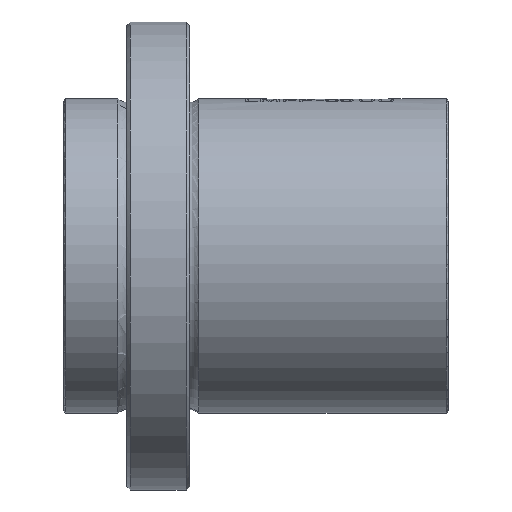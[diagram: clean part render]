
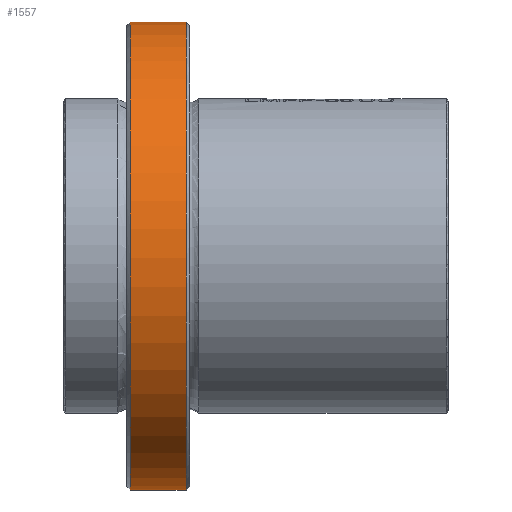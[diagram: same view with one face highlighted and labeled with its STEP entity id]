
A CAD part, front view. The second image highlights one B-rep face of the part: STEP entity #1557.
In plain terms, the highlighted cylindrical face has radius 67 mm (diameter 134 mm), a full revolution.
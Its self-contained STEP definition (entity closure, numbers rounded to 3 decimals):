
#1523=CYLINDRICAL_SURFACE('',#6492,67.);
#1557=ADVANCED_FACE('',(#2205,#2206),#1523,.T.);
#2205=FACE_BOUND('',#2336,.T.);
#2206=FACE_BOUND('',#2337,.T.);
#2336=EDGE_LOOP('',(#2797,#2798));
#2337=EDGE_LOOP('',(#2799,#2800));
#2797=ORIENTED_EDGE('',*,*,#5141,.F.);
#2798=ORIENTED_EDGE('',*,*,#5142,.F.);
#2799=ORIENTED_EDGE('',*,*,#5149,.T.);
#2800=ORIENTED_EDGE('',*,*,#5150,.T.);
#4535=VERTEX_POINT('',#8382);
#4536=VERTEX_POINT('',#8383);
#4543=VERTEX_POINT('',#8568);
#4544=VERTEX_POINT('',#8569);
#5141=EDGE_CURVE('',#4535,#4536,#6008,.T.);
#5142=EDGE_CURVE('',#4536,#4535,#6009,.T.);
#5149=EDGE_CURVE('',#4543,#4544,#6012,.T.);
#5150=EDGE_CURVE('',#4544,#4543,#6013,.T.);
#6008=B_SPLINE_CURVE_WITH_KNOTS('',3,(#8364,#8365,#8366,#8367,#8368,#8369,
#8370,#8371,#8372,#8373,#8374,#8375,#8376,#8377,#8378,#8379,#8380,#8381),
 .UNSPECIFIED.,.F.,.F.,(4,2,2,2,2,2,2,2,4),(0.,0.125,0.25,0.375,0.5,0.625,
0.75,0.875,1.),.UNSPECIFIED.);
#6009=B_SPLINE_CURVE_WITH_KNOTS('',3,(#8384,#8385,#8386,#8387,#8388,#8389,
#8390,#8391,#8392,#8393,#8394,#8395,#8396,#8397,#8398,#8399,#8400,#8401),
 .UNSPECIFIED.,.F.,.F.,(4,2,2,2,2,2,2,2,4),(0.,0.125,0.25,0.375,0.5,0.625,
0.75,0.875,1.),.UNSPECIFIED.);
#6012=B_SPLINE_CURVE_WITH_KNOTS('',3,(#8550,#8551,#8552,#8553,#8554,#8555,
#8556,#8557,#8558,#8559,#8560,#8561,#8562,#8563,#8564,#8565,#8566,#8567),
 .UNSPECIFIED.,.F.,.F.,(4,2,2,2,2,2,2,2,4),(0.,0.125,0.25,0.375,0.5,0.625,
0.75,0.875,1.),.UNSPECIFIED.);
#6013=B_SPLINE_CURVE_WITH_KNOTS('',3,(#8570,#8571,#8572,#8573,#8574,#8575,
#8576,#8577,#8578,#8579,#8580,#8581,#8582,#8583,#8584,#8585,#8586,#8587),
 .UNSPECIFIED.,.F.,.F.,(4,2,2,2,2,2,2,2,4),(0.,0.125,0.25,0.375,0.5,0.625,
0.75,0.875,1.),.UNSPECIFIED.);
#6492=AXIS2_PLACEMENT_3D('',#8588,#6849,#6850);
#6849=DIRECTION('',(-1.,0.,0.));
#6850=DIRECTION('',(0.,0.,-1.));
#8364=CARTESIAN_POINT('',(17.,0.,-67.));
#8365=CARTESIAN_POINT('',(17.,8.77,-67.));
#8366=CARTESIAN_POINT('',(17.,17.537,-65.256));
#8367=CARTESIAN_POINT('',(17.,33.742,-58.544));
#8368=CARTESIAN_POINT('',(17.,41.175,-53.578));
#8369=CARTESIAN_POINT('',(17.,53.578,-41.175));
#8370=CARTESIAN_POINT('',(17.,58.544,-33.742));
#8371=CARTESIAN_POINT('',(17.,65.256,-17.537));
#8372=CARTESIAN_POINT('',(17.,67.,-8.77));
#8373=CARTESIAN_POINT('',(17.,67.,8.77));
#8374=CARTESIAN_POINT('',(17.,65.256,17.537));
#8375=CARTESIAN_POINT('',(17.,58.544,33.742));
#8376=CARTESIAN_POINT('',(17.,53.578,41.175));
#8377=CARTESIAN_POINT('',(17.,41.175,53.578));
#8378=CARTESIAN_POINT('',(17.,33.742,58.544));
#8379=CARTESIAN_POINT('',(17.,17.537,65.256));
#8380=CARTESIAN_POINT('',(17.,8.77,67.));
#8381=CARTESIAN_POINT('',(17.,0.,67.));
#8382=CARTESIAN_POINT('',(17.,0.,-67.));
#8383=CARTESIAN_POINT('',(17.,0.,67.));
#8384=CARTESIAN_POINT('',(17.,0.,67.));
#8385=CARTESIAN_POINT('',(17.,-8.77,67.));
#8386=CARTESIAN_POINT('',(17.,-17.537,65.256));
#8387=CARTESIAN_POINT('',(17.,-33.742,58.544));
#8388=CARTESIAN_POINT('',(17.,-41.175,53.578));
#8389=CARTESIAN_POINT('',(17.,-53.578,41.175));
#8390=CARTESIAN_POINT('',(17.,-58.544,33.742));
#8391=CARTESIAN_POINT('',(17.,-65.256,17.537));
#8392=CARTESIAN_POINT('',(17.,-67.,8.77));
#8393=CARTESIAN_POINT('',(17.,-67.,-8.77));
#8394=CARTESIAN_POINT('',(17.,-65.256,-17.537));
#8395=CARTESIAN_POINT('',(17.,-58.544,-33.742));
#8396=CARTESIAN_POINT('',(17.,-53.578,-41.175));
#8397=CARTESIAN_POINT('',(17.,-41.175,-53.578));
#8398=CARTESIAN_POINT('',(17.,-33.742,-58.544));
#8399=CARTESIAN_POINT('',(17.,-17.537,-65.256));
#8400=CARTESIAN_POINT('',(17.,-8.77,-67.));
#8401=CARTESIAN_POINT('',(17.,0.,-67.));
#8550=CARTESIAN_POINT('',(1.,0.,67.));
#8551=CARTESIAN_POINT('',(1.,-8.77,67.));
#8552=CARTESIAN_POINT('',(1.,-17.537,65.256));
#8553=CARTESIAN_POINT('',(1.,-33.742,58.544));
#8554=CARTESIAN_POINT('',(1.,-41.175,53.578));
#8555=CARTESIAN_POINT('',(1.,-53.578,41.175));
#8556=CARTESIAN_POINT('',(1.,-58.544,33.742));
#8557=CARTESIAN_POINT('',(1.,-65.256,17.537));
#8558=CARTESIAN_POINT('',(1.,-67.,8.77));
#8559=CARTESIAN_POINT('',(1.,-67.,-8.77));
#8560=CARTESIAN_POINT('',(1.,-65.256,-17.537));
#8561=CARTESIAN_POINT('',(1.,-58.544,-33.742));
#8562=CARTESIAN_POINT('',(1.,-53.578,-41.175));
#8563=CARTESIAN_POINT('',(1.,-41.175,-53.578));
#8564=CARTESIAN_POINT('',(1.,-33.742,-58.544));
#8565=CARTESIAN_POINT('',(1.,-17.537,-65.256));
#8566=CARTESIAN_POINT('',(1.,-8.77,-67.));
#8567=CARTESIAN_POINT('',(1.,0.,-67.));
#8568=CARTESIAN_POINT('',(1.,0.,67.));
#8569=CARTESIAN_POINT('',(1.,0.,-67.));
#8570=CARTESIAN_POINT('',(1.,0.,-67.));
#8571=CARTESIAN_POINT('',(1.,8.77,-67.));
#8572=CARTESIAN_POINT('',(1.,17.537,-65.256));
#8573=CARTESIAN_POINT('',(1.,33.742,-58.544));
#8574=CARTESIAN_POINT('',(1.,41.175,-53.578));
#8575=CARTESIAN_POINT('',(1.,53.578,-41.175));
#8576=CARTESIAN_POINT('',(1.,58.544,-33.742));
#8577=CARTESIAN_POINT('',(1.,65.256,-17.537));
#8578=CARTESIAN_POINT('',(1.,67.,-8.77));
#8579=CARTESIAN_POINT('',(1.,67.,8.77));
#8580=CARTESIAN_POINT('',(1.,65.256,17.537));
#8581=CARTESIAN_POINT('',(1.,58.544,33.742));
#8582=CARTESIAN_POINT('',(1.,53.578,41.175));
#8583=CARTESIAN_POINT('',(1.,41.175,53.578));
#8584=CARTESIAN_POINT('',(1.,33.742,58.544));
#8585=CARTESIAN_POINT('',(1.,17.537,65.256));
#8586=CARTESIAN_POINT('',(1.,8.77,67.));
#8587=CARTESIAN_POINT('',(1.,0.,67.));
#8588=CARTESIAN_POINT('',(17.,0.,0.));
